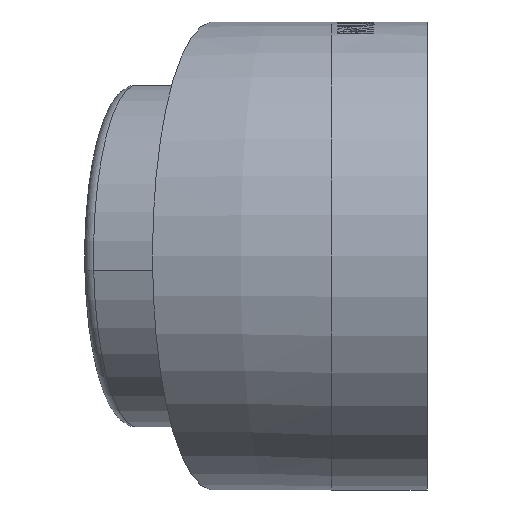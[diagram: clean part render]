
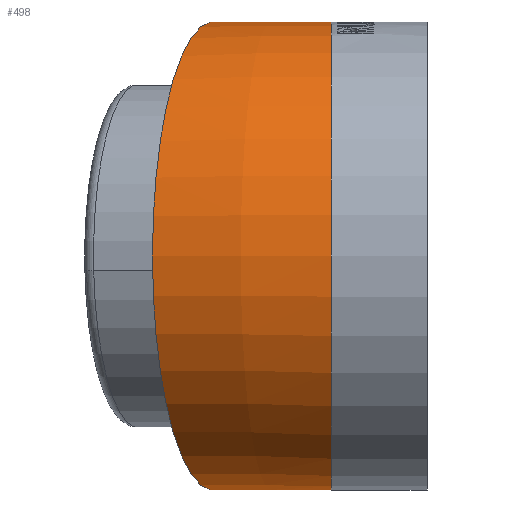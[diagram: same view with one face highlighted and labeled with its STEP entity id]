
A CAD part, left-side view. The second image highlights one B-rep face of the part: STEP entity #498.
In plain terms, the highlighted toroidal (fillet/blend) face has major radius 381.972 mm and minor radius 195.5 mm.
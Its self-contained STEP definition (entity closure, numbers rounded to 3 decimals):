
#84 = CARTESIAN_POINT ( 'NONE',  ( 0.173, 16.808, 195.5 ) ) ;
#153 = CARTESIAN_POINT ( 'NONE',  ( 13.015, 98.862, 0. ) ) ;
#498 = ADVANCED_FACE ( 'NONE', ( #9303 ), #13505, .T. ) ;
#558 = CARTESIAN_POINT ( 'NONE',  ( 0.043, 8.407, -195.5 ) ) ;
#979 = CARTESIAN_POINT ( 'NONE',  ( 4.562, 83.905, -195.449 ) ) ;
#1216 = CARTESIAN_POINT ( 'NONE',  ( 0.069, 10.503, 195.5 ) ) ;
#1222 = DIRECTION ( 'NONE',  ( 0., -1., 0. ) ) ;
#1368 = CARTESIAN_POINT ( 'NONE',  ( 0., 0., 195.5 ) ) ;
#1420 = CARTESIAN_POINT ( 'NONE',  ( 0.017, 5.249, 195.5 ) ) ;
#1425 = B_SPLINE_CURVE_WITH_KNOTS ( 'NONE', 3,
 ( #5340, #12947, #3197, #9744, #7543, #11876, #3266, #7614, #84, #1216, #12085, #1420, #7750, #12015, #3471, #9882, #7885 ),
 .UNSPECIFIED., .F., .F.,
 ( 4, 2, 2, 2, 2, 2, 1, 2, 4 ),
 ( 1.249, 1.274, 1.299, 1.324, 1.336, 1.343, 1.346, 1.347, 1.349 ),
 .UNSPECIFIED. ) ;
#1625 = CARTESIAN_POINT ( 'NONE',  ( 0.001, 2.102, -195.5 ) ) ;
#1697 = CARTESIAN_POINT ( 'NONE',  ( 1.109, 42.018, -195.498 ) ) ;
#2317 = ORIENTED_EDGE ( 'NONE', *, *, #7795, .F. ) ;
#2683 = CARTESIAN_POINT ( 'NONE',  ( 0., 0., -195.5 ) ) ;
#2754 = CARTESIAN_POINT ( 'NONE',  ( 0.173, 16.814, -195.5 ) ) ;
#2961 = CARTESIAN_POINT ( 'NONE',  ( 2.908, 67.178, -195.48 ) ) ;
#2986 = B_SPLINE_CURVE_WITH_KNOTS ( 'NONE', 3,
 ( #2683, #1625, #10290, #558, #3819, #2754, #8163, #12493, #1697, #6031, #2961, #979, #5450, #8509 ),
 .UNSPECIFIED., .F., .F.,
 ( 4, 2, 2, 2, 2, 2, 4 ),
 ( -0.001, 0.005, 0.012, 0.024, 0.05, 0.075, 0.1 ),
 .UNSPECIFIED. ) ;
#3197 = CARTESIAN_POINT ( 'NONE',  ( 4.56, 83.89, 195.449 ) ) ;
#3266 = CARTESIAN_POINT ( 'NONE',  ( 0.693, 33.613, 195.499 ) ) ;
#3471 = CARTESIAN_POINT ( 'NONE',  ( 0.001, 1.046, 195.5 ) ) ;
#3819 = CARTESIAN_POINT ( 'NONE',  ( 0.069, 10.509, -195.5 ) ) ;
#3976 = CARTESIAN_POINT ( 'NONE',  ( 0., 0., -195.5 ) ) ;
#4482 = DIRECTION ( 'NONE',  ( 0.259, 0.966, 0. ) ) ;
#5067 = CIRCLE ( 'NONE', #13234, 195.5 ) ;
#5090 = CIRCLE ( 'NONE', #12342, 195.5 ) ;
#5340 = CARTESIAN_POINT ( 'NONE',  ( 6.62, 100.575, 195.388 ) ) ;
#5450 = CARTESIAN_POINT ( 'NONE',  ( 5.524, 92.249, -195.425 ) ) ;
#6031 = CARTESIAN_POINT ( 'NONE',  ( 2.217, 58.797, -195.488 ) ) ;
#6817 = VERTEX_POINT ( 'NONE', #3976 ) ;
#7110 = DIRECTION ( 'NONE',  ( 0., 0., -1. ) ) ;
#7353 = ORIENTED_EDGE ( 'NONE', *, *, #10417, .F. ) ;
#7372 = AXIS2_PLACEMENT_3D ( 'NONE', #8170, #7110, #9230 ) ;
#7543 = CARTESIAN_POINT ( 'NONE',  ( 2.216, 58.785, 195.488 ) ) ;
#7599 = EDGE_CURVE ( 'NONE', #9598, #12664, #1425, .T. ) ;
#7614 = CARTESIAN_POINT ( 'NONE',  ( 0.277, 21.01, 195.5 ) ) ;
#7621 = DIRECTION ( 'NONE',  ( 0., 0., -1. ) ) ;
#7750 = CARTESIAN_POINT ( 'NONE',  ( 0.008, 3.673, 195.5 ) ) ;
#7795 = EDGE_CURVE ( 'NONE', #12524, #9598, #5090, .T. ) ;
#7885 = CARTESIAN_POINT ( 'NONE',  ( 0., 0., 195.5 ) ) ;
#8163 = CARTESIAN_POINT ( 'NONE',  ( 0.278, 21.017, -195.5 ) ) ;
#8170 = CARTESIAN_POINT ( 'NONE',  ( 381.972, 0., 0. ) ) ;
#8509 = CARTESIAN_POINT ( 'NONE',  ( 6.62, 100.575, -195.388 ) ) ;
#8813 = DIRECTION ( 'NONE',  ( 0., 0., 1. ) ) ;
#8982 = EDGE_LOOP ( 'NONE', ( #13427, #7353, #10667, #2317 ) ) ;
#9230 = DIRECTION ( 'NONE',  ( -1., 0., 0. ) ) ;
#9303 = FACE_OUTER_BOUND ( 'NONE', #8982, .T. ) ;
#9598 = VERTEX_POINT ( 'NONE', #10937 ) ;
#9744 = CARTESIAN_POINT ( 'NONE',  ( 2.907, 67.164, 195.48 ) ) ;
#9882 = CARTESIAN_POINT ( 'NONE',  ( 0., 0.523, 195.5 ) ) ;
#10290 = CARTESIAN_POINT ( 'NONE',  ( 0.009, 4.204, -195.5 ) ) ;
#10417 = EDGE_CURVE ( 'NONE', #12664, #6817, #5067, .T. ) ;
#10667 = ORIENTED_EDGE ( 'NONE', *, *, #7599, .F. ) ;
#10937 = CARTESIAN_POINT ( 'NONE',  ( 6.62, 100.575, 195.388 ) ) ;
#11276 = EDGE_CURVE ( 'NONE', #6817, #12524, #2986, .T. ) ;
#11876 = CARTESIAN_POINT ( 'NONE',  ( 1.109, 42.01, 195.498 ) ) ;
#12015 = CARTESIAN_POINT ( 'NONE',  ( 0.003, 2.097, 195.5 ) ) ;
#12085 = CARTESIAN_POINT ( 'NONE',  ( 0.043, 8.402, 195.5 ) ) ;
#12342 = AXIS2_PLACEMENT_3D ( 'NONE', #153, #4482, #8813 ) ;
#12493 = CARTESIAN_POINT ( 'NONE',  ( 0.694, 33.621, -195.499 ) ) ;
#12524 = VERTEX_POINT ( 'NONE', #13285 ) ;
#12664 = VERTEX_POINT ( 'NONE', #1368 ) ;
#12947 = CARTESIAN_POINT ( 'NONE',  ( 5.523, 92.242, 195.425 ) ) ;
#13234 = AXIS2_PLACEMENT_3D ( 'NONE', #13235, #1222, #7621 ) ;
#13235 = CARTESIAN_POINT ( 'NONE',  ( 0., 0., 0. ) ) ;
#13285 = CARTESIAN_POINT ( 'NONE',  ( 6.62, 100.575, -195.388 ) ) ;
#13427 = ORIENTED_EDGE ( 'NONE', *, *, #11276, .F. ) ;
#13505 = TOROIDAL_SURFACE ( 'NONE', #7372, 381.972, 195.5 ) ;
